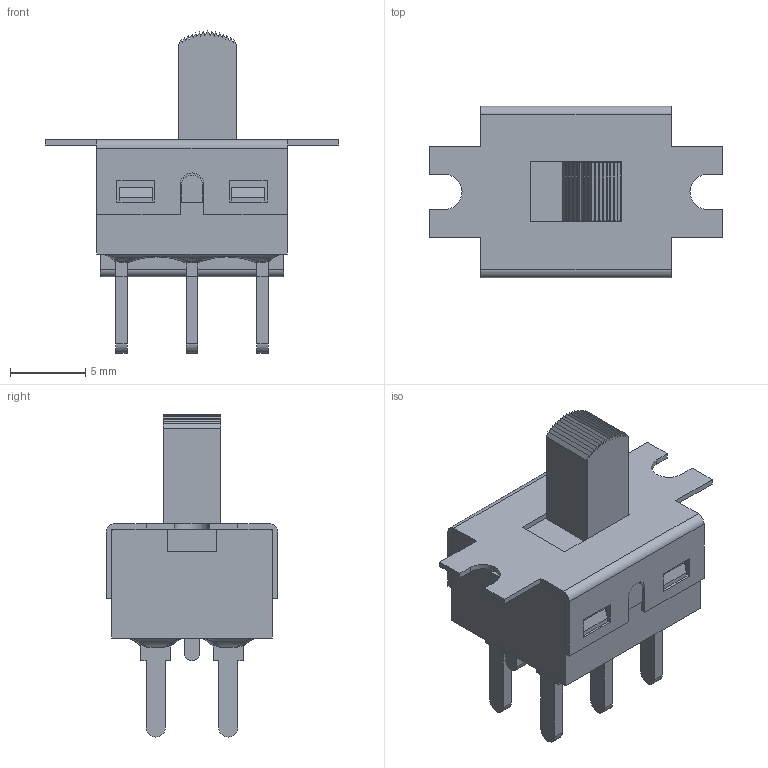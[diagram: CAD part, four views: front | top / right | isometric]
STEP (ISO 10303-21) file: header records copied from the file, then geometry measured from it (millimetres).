
FILE_DESCRIPTION(/* description */ (''),/* implementation_level */ '2;1');
FILE_NAME(/* name */ '500SDPxS2M2xEB.stp',/* time_stamp */ '2025-05-14T16:01:11-05:00',/* author */ ('mroman'),/* organization */ (''),/* preprocessor_version */ 'ST-DEVELOPER v18.1',/* originating_system */ 'Autodesk Inventor 2022',/* authorisation */ '');
FILE_SCHEMA (('AUTOMOTIVE_DESIGN { 1 0 10303 214 3 1 1 }'));
Length unit declared in the file: inch
Products named in the file (1): 500SDPxS2M2xEB
Bounding box: 19.56 x 11.43 x 21.46 mm (x, y, z)
Volume: 704.5 mm3; surface area: 1681.3 mm2
Topology: 1 solids, 2 shells, 263 faces, 752 edges, 502 vertices
Faces by surface type: plane 215, cylinder 30, bspline 16, cone 2
Full cylindrical faces by diameter (mm): 2.4 x1
Entity records: 9277 total; most frequent: CARTESIAN_POINT 2512, ORIENTED_EDGE 1504, DIRECTION 1228, EDGE_CURVE 752, LINE 588, VECTOR 588, VERTEX_POINT 502, AXIS2_PLACEMENT_3D 320
